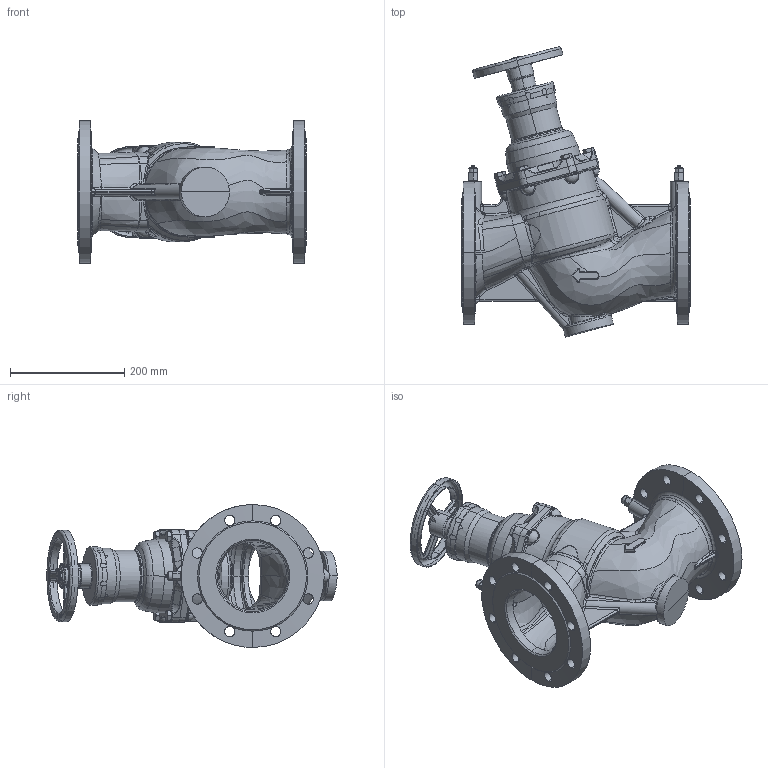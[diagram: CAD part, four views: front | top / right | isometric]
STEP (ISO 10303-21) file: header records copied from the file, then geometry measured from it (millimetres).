
FILE_DESCRIPTION(('CATIA V5 STEP Exchange','CAx-IF Rec.Pracs.--- Model Styling and Organization---1.4--- 2014-01-23','CAx-IF Rec.Pracs.---3D Tessellated Data Validation Properties---0.5---2014-09-14'),'2;1');
FILE_NAME('STEP_130122_-_TST.stp','2020-11-18T12:27:36+00:00',('none'),('none'),'CATIA Version 5-6 Release 2019 SP3','CATIA V5 STEP AP242 v1','none');
FILE_SCHEMA(('AP242_MANAGED_MODEL_BASED_3D_ENGINEERING_MIM_LF {1 0 10303 442 1 1 4}'));
Products named in the file (1): 130122 - TST
Bounding box: 400 x 507.24 x 250 mm (x, y, z)
Volume: 6774888.7 mm3; surface area: 747135.2 mm2
Topology: 1 solids, 9 shells, 2004 faces, 5758 edges, 3710 vertices
Faces by surface type: bspline 1025, plane 366, cylinder 258, cone 206, torus 122, sphere 27
Entity records: 106418 total; most frequent: CARTESIAN_POINT 69489, ORIENTED_EDGE 11372, EDGE_CURVE 5686, VERTEX_POINT 3710, DIRECTION 2792, B_SPLINE_CURVE_WITH_KNOTS 2698, EDGE_LOOP 2058, ADVANCED_FACE 2004
